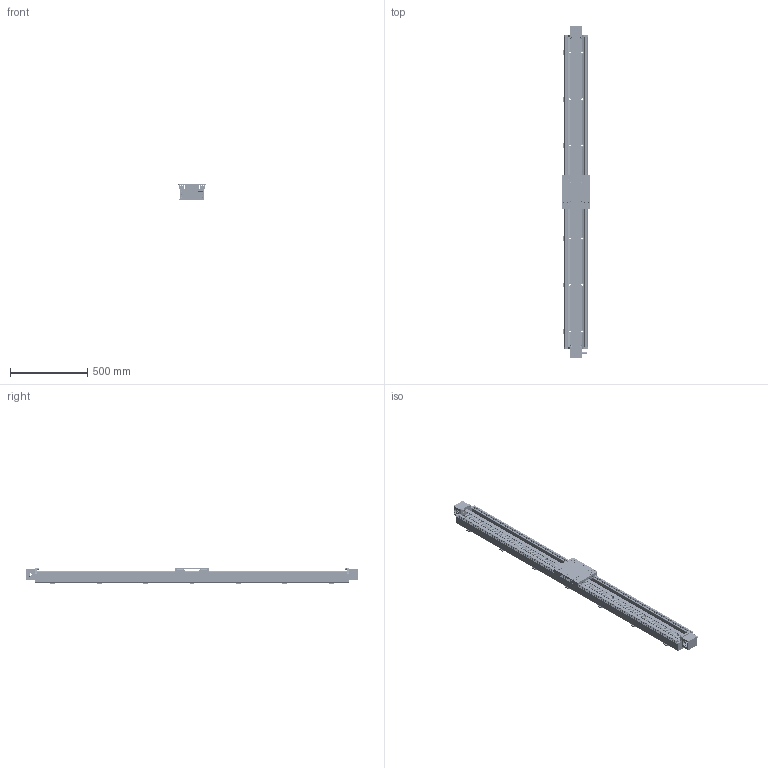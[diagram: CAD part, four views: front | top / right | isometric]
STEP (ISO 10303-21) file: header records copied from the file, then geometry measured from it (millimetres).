
FILE_DESCRIPTION((''),'2;1');
FILE_NAME('KK-BD-180-15-5M25-2000.stp','2013-01-18T10:58:44',('kurt'),(''),'Autodesk Inventor 2013','Autodesk Inventor 2013','');
FILE_SCHEMA(('AUTOMOTIVE_DESIGN { 1 0 10303 214 1 1 1 1 }'));
Length unit declared in the file: millimetre
Products named in the file (3): KK-BD-180-15-5M25-2000; KK-BD-180-15-5M25-2000-BODY; KK-BD-180-15-5M25-CARRIAGE
Assembly tree (2 placements, depth 2):
  KK-BD-180-15-5M25-2000
    KK-BD-180-15-5M25-2000-BODY
    KK-BD-180-15-5M25-CARRIAGE
Bounding box: 180 x 2146 x 105 mm (x, y, z)
Volume: 11836887.2 mm3; surface area: 1831695 mm2
Topology: 4 solids, 290 shells, 6481 faces, 17006 edges, 11258 vertices
Faces by surface type: plane 3755, cylinder 1699, bspline 432, cone 363, torus 228, sphere 4
Full cylindrical faces by diameter (mm): 2.459 x4, 3 x4, 3.242 x74, 3.5 x4, 4 x106, 4.5 x90, 4.917 x18, 5.5 x20, 6 x44, 6.6 x18, 7 x90, 7.5 x132, 8 x24, 8.376 x6, 10 x18, 10.106 x14, 11 x22, 14 x1, 18 x14, 30 x4, 47 x4
Entity records: 202762 total; most frequent: CARTESIAN_POINT 47172, ORIENTED_EDGE 30078, DIRECTION 29408, EDGE_CURVE 15039, VERTEX_POINT 10573, AXIS2_PLACEMENT_3D 9901, VECTOR 9606, LINE 9606
